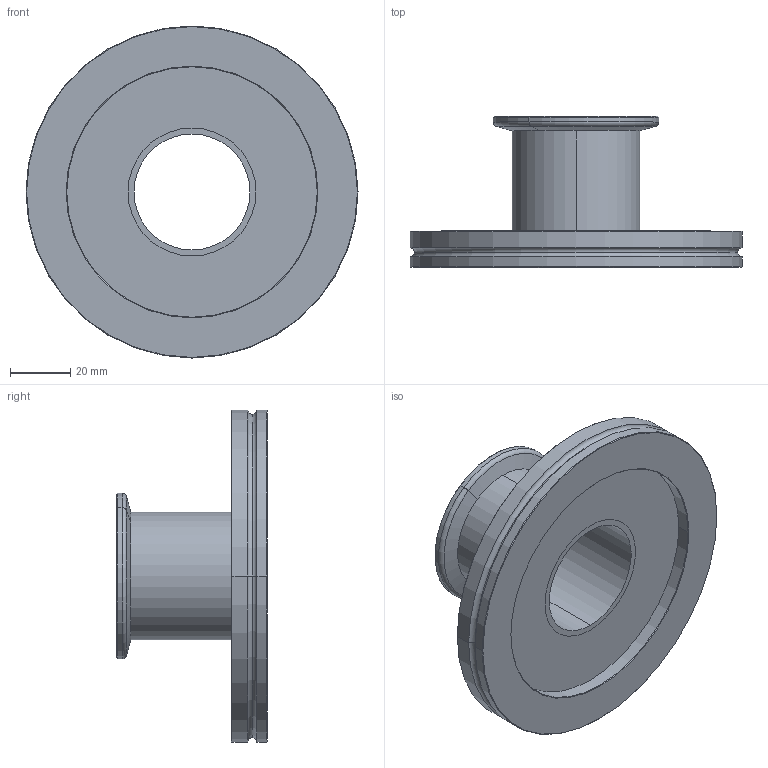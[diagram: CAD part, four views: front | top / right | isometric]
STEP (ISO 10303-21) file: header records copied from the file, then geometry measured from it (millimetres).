
FILE_DESCRIPTION (( 'STEP AP214' ), '1' );
FILE_NAME ('Hositrad_ISO80-40A.STEP', '2017-06-02T07:48:49', ( 'Gebruiker' ), ( '' ), 'SwSTEP 2.0', 'SolidWorks 2017', '' );
FILE_SCHEMA (( 'AUTOMOTIVE_DESIGN' ));
Length unit declared in the file: millimetre
Products named in the file (4): KF40-42.4WS; ISO-K to KF_Tube-All_D42; ISO-K-TO-KF-Adapter_ISO-Flange-All_ISO80-40A; Hositrad_ISO80-40A
Assembly tree (3 placements, depth 2):
  Hositrad_ISO80-40A
    ISO-K-TO-KF-Adapter_ISO-Flange-All_ISO80-40A
    ISO-K to KF_Tube-All_D42
    KF40-42.4WS
Bounding box: 110 x 50 x 110 mm (x, y, z)
Volume: 89368.8 mm3; surface area: 38691.3 mm2
Topology: 3 solids, 3 shells, 56 faces, 112 edges, 66 vertices
Faces by surface type: cylinder 24, cone 16, plane 10, torus 6
Entity records: 1626 total; most frequent: DIRECTION 308, CARTESIAN_POINT 240, ORIENTED_EDGE 224, AXIS2_PLACEMENT_3D 134, EDGE_CURVE 112, CIRCLE 72, VERTEX_POINT 66, EDGE_LOOP 66
